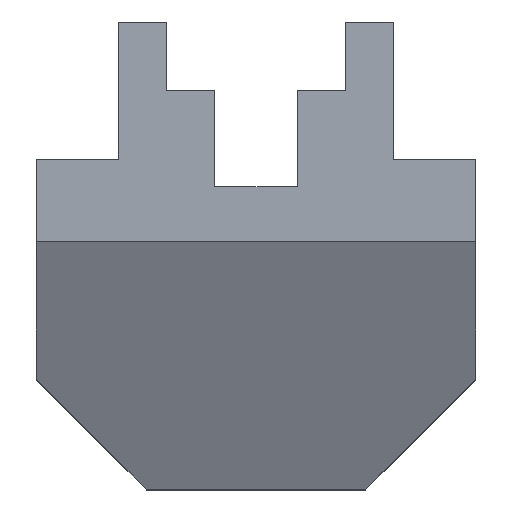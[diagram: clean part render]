
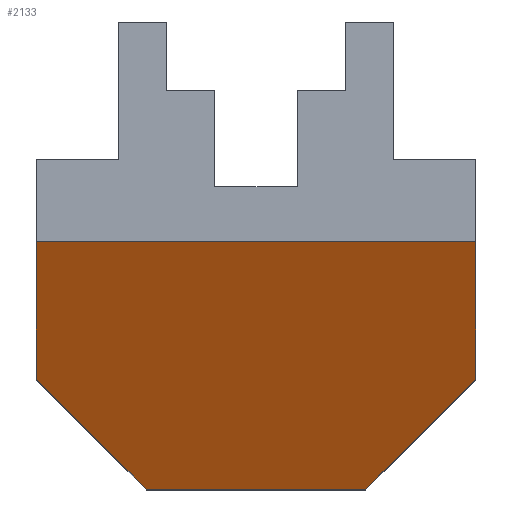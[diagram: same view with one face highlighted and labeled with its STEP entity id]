
A CAD part, top view. The second image highlights one B-rep face of the part: STEP entity #2133.
In plain terms, the highlighted planar face has unit normal (0, -0.447, 0.894).
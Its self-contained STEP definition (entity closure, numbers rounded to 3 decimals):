
#100 = PLANE('',#101);
#101 = AXIS2_PLACEMENT_3D('',#102,#103,#104);
#102 = CARTESIAN_POINT('',(8.,-1.,23.));
#103 = DIRECTION('',(0.,0.,-1.));
#104 = DIRECTION('',(0.,1.,0.));
#433 = PLANE('',#434);
#434 = AXIS2_PLACEMENT_3D('',#435,#436,#437);
#435 = CARTESIAN_POINT('',(8.,2.,0.));
#436 = DIRECTION('',(1.,0.,0.));
#437 = DIRECTION('',(0.,-1.,0.));
#545 = PLANE('',#546);
#546 = AXIS2_PLACEMENT_3D('',#547,#548,#549);
#547 = CARTESIAN_POINT('',(-8.,-6.,0.));
#548 = DIRECTION('',(-1.,0.,0.));
#549 = DIRECTION('',(0.,1.,0.));
#659 = VERTEX_POINT('',#660);
#660 = CARTESIAN_POINT('',(8.,-1.,23.));
#683 = EDGE_CURVE('',#659,#684,#686,.T.);
#684 = VERTEX_POINT('',#685);
#685 = CARTESIAN_POINT('',(-8.,-1.,23.));
#686 = SURFACE_CURVE('',#687,(#691,#698),.PCURVE_S1.);
#687 = LINE('',#688,#689);
#688 = CARTESIAN_POINT('',(8.,-1.,23.));
#689 = VECTOR('',#690,1.);
#690 = DIRECTION('',(-1.,-0.,-0.));
#691 = PCURVE('',#100,#692);
#692 = DEFINITIONAL_REPRESENTATION('',(#693),#697);
#693 = LINE('',#694,#695);
#694 = CARTESIAN_POINT('',(0.,0.));
#695 = VECTOR('',#696,1.);
#696 = DIRECTION('',(0.,-1.));
#697 = ( GEOMETRIC_REPRESENTATION_CONTEXT(2) 
PARAMETRIC_REPRESENTATION_CONTEXT() REPRESENTATION_CONTEXT('2D SPACE',''
  ) );
#698 = PCURVE('',#699,#704);
#699 = PLANE('',#700);
#700 = AXIS2_PLACEMENT_3D('',#701,#702,#703);
#701 = CARTESIAN_POINT('',(8.,-11.,18.));
#702 = DIRECTION('',(0.,0.447,-0.894));
#703 = DIRECTION('',(0.,0.894,0.447));
#704 = DEFINITIONAL_REPRESENTATION('',(#705),#709);
#705 = LINE('',#706,#707);
#706 = CARTESIAN_POINT('',(11.18,0.));
#707 = VECTOR('',#708,1.);
#708 = DIRECTION('',(0.,-1.));
#709 = ( GEOMETRIC_REPRESENTATION_CONTEXT(2) 
PARAMETRIC_REPRESENTATION_CONTEXT() REPRESENTATION_CONTEXT('2D SPACE',''
  ) );
#1261 = EDGE_CURVE('',#1262,#659,#1264,.T.);
#1262 = VERTEX_POINT('',#1263);
#1263 = CARTESIAN_POINT('',(8.,-6.,
    20.5));
#1264 = SURFACE_CURVE('',#1265,(#1269,#1276),.PCURVE_S1.);
#1265 = LINE('',#1266,#1267);
#1266 = CARTESIAN_POINT('',(8.,-11.,18.));
#1267 = VECTOR('',#1268,1.);
#1268 = DIRECTION('',(0.,0.894,0.447));
#1269 = PCURVE('',#433,#1270);
#1270 = DEFINITIONAL_REPRESENTATION('',(#1271),#1275);
#1271 = LINE('',#1272,#1273);
#1272 = CARTESIAN_POINT('',(13.,-18.));
#1273 = VECTOR('',#1274,1.);
#1274 = DIRECTION('',(-0.894,-0.447));
#1275 = ( GEOMETRIC_REPRESENTATION_CONTEXT(2) 
PARAMETRIC_REPRESENTATION_CONTEXT() REPRESENTATION_CONTEXT('2D SPACE',''
  ) );
#1276 = PCURVE('',#699,#1277);
#1277 = DEFINITIONAL_REPRESENTATION('',(#1278),#1282);
#1278 = LINE('',#1279,#1280);
#1279 = CARTESIAN_POINT('',(0.,0.));
#1280 = VECTOR('',#1281,1.);
#1281 = DIRECTION('',(1.,0.));
#1282 = ( GEOMETRIC_REPRESENTATION_CONTEXT(2) 
PARAMETRIC_REPRESENTATION_CONTEXT() REPRESENTATION_CONTEXT('2D SPACE',''
  ) );
#1300 = PLANE('',#1301);
#1301 = AXIS2_PLACEMENT_3D('',#1302,#1303,#1304);
#1302 = CARTESIAN_POINT('',(8.,-6.,0.));
#1303 = DIRECTION('',(0.707,-0.707,0.));
#1304 = DIRECTION('',(-0.707,-0.707,0.));
#2057 = VERTEX_POINT('',#2058);
#2058 = CARTESIAN_POINT('',(-8.,-6.,20.5));
#2072 = PLANE('',#2073);
#2073 = AXIS2_PLACEMENT_3D('',#2074,#2075,#2076);
#2074 = CARTESIAN_POINT('',(-4.,-10.,0.));
#2075 = DIRECTION('',(-0.707,-0.707,0.));
#2076 = DIRECTION('',(-0.707,0.707,0.));
#2084 = EDGE_CURVE('',#684,#2057,#2085,.T.);
#2085 = SURFACE_CURVE('',#2086,(#2090,#2097),.PCURVE_S1.);
#2086 = LINE('',#2087,#2088);
#2087 = CARTESIAN_POINT('',(-8.,-12.6,17.2));
#2088 = VECTOR('',#2089,1.);
#2089 = DIRECTION('',(-0.,-0.894,-0.447));
#2090 = PCURVE('',#545,#2091);
#2091 = DEFINITIONAL_REPRESENTATION('',(#2092),#2096);
#2092 = LINE('',#2093,#2094);
#2093 = CARTESIAN_POINT('',(-6.6,-17.2));
#2094 = VECTOR('',#2095,1.);
#2095 = DIRECTION('',(-0.894,0.447));
#2096 = ( GEOMETRIC_REPRESENTATION_CONTEXT(2) 
PARAMETRIC_REPRESENTATION_CONTEXT() REPRESENTATION_CONTEXT('2D SPACE',''
  ) );
#2097 = PCURVE('',#699,#2098);
#2098 = DEFINITIONAL_REPRESENTATION('',(#2099),#2103);
#2099 = LINE('',#2100,#2101);
#2100 = CARTESIAN_POINT('',(-1.789,-16.));
#2101 = VECTOR('',#2102,1.);
#2102 = DIRECTION('',(-1.,-0.));
#2103 = ( GEOMETRIC_REPRESENTATION_CONTEXT(2) 
PARAMETRIC_REPRESENTATION_CONTEXT() REPRESENTATION_CONTEXT('2D SPACE',''
  ) );
#2133 = ADVANCED_FACE('',(#2134),#699,.F.);
#2134 = FACE_BOUND('',#2135,.F.);
#2135 = EDGE_LOOP('',(#2136,#2137,#2160,#2188,#2209,#2210));
#2136 = ORIENTED_EDGE('',*,*,#1261,.F.);
#2137 = ORIENTED_EDGE('',*,*,#2138,.F.);
#2138 = EDGE_CURVE('',#2139,#1262,#2141,.T.);
#2139 = VERTEX_POINT('',#2140);
#2140 = CARTESIAN_POINT('',(4.,-10.,18.5));
#2141 = SURFACE_CURVE('',#2142,(#2146,#2153),.PCURVE_S1.);
#2142 = LINE('',#2143,#2144);
#2143 = CARTESIAN_POINT('',(4.333,-9.667,
    18.667));
#2144 = VECTOR('',#2145,1.);
#2145 = DIRECTION('',(0.667,0.667,0.333));
#2146 = PCURVE('',#699,#2147);
#2147 = DEFINITIONAL_REPRESENTATION('',(#2148),#2152);
#2148 = LINE('',#2149,#2150);
#2149 = CARTESIAN_POINT('',(1.491,-3.667));
#2150 = VECTOR('',#2151,1.);
#2151 = DIRECTION('',(0.745,0.667));
#2152 = ( GEOMETRIC_REPRESENTATION_CONTEXT(2) 
PARAMETRIC_REPRESENTATION_CONTEXT() REPRESENTATION_CONTEXT('2D SPACE',''
  ) );
#2153 = PCURVE('',#1300,#2154);
#2154 = DEFINITIONAL_REPRESENTATION('',(#2155),#2159);
#2155 = LINE('',#2156,#2157);
#2156 = CARTESIAN_POINT('',(5.185,-18.667));
#2157 = VECTOR('',#2158,1.);
#2158 = DIRECTION('',(-0.943,-0.333));
#2159 = ( GEOMETRIC_REPRESENTATION_CONTEXT(2) 
PARAMETRIC_REPRESENTATION_CONTEXT() REPRESENTATION_CONTEXT('2D SPACE',''
  ) );
#2160 = ORIENTED_EDGE('',*,*,#2161,.F.);
#2161 = EDGE_CURVE('',#2162,#2139,#2164,.T.);
#2162 = VERTEX_POINT('',#2163);
#2163 = CARTESIAN_POINT('',(-4.,-10.,18.5));
#2164 = SURFACE_CURVE('',#2165,(#2169,#2176),.PCURVE_S1.);
#2165 = LINE('',#2166,#2167);
#2166 = CARTESIAN_POINT('',(6.,-10.,18.5));
#2167 = VECTOR('',#2168,1.);
#2168 = DIRECTION('',(1.,0.,0.));
#2169 = PCURVE('',#699,#2170);
#2170 = DEFINITIONAL_REPRESENTATION('',(#2171),#2175);
#2171 = LINE('',#2172,#2173);
#2172 = CARTESIAN_POINT('',(1.118,-2.));
#2173 = VECTOR('',#2174,1.);
#2174 = DIRECTION('',(0.,1.));
#2175 = ( GEOMETRIC_REPRESENTATION_CONTEXT(2) 
PARAMETRIC_REPRESENTATION_CONTEXT() REPRESENTATION_CONTEXT('2D SPACE',''
  ) );
#2176 = PCURVE('',#2177,#2182);
#2177 = PLANE('',#2178);
#2178 = AXIS2_PLACEMENT_3D('',#2179,#2180,#2181);
#2179 = CARTESIAN_POINT('',(4.,-10.,0.));
#2180 = DIRECTION('',(0.,-1.,0.));
#2181 = DIRECTION('',(-1.,0.,0.));
#2182 = DEFINITIONAL_REPRESENTATION('',(#2183),#2187);
#2183 = LINE('',#2184,#2185);
#2184 = CARTESIAN_POINT('',(-2.,-18.5));
#2185 = VECTOR('',#2186,1.);
#2186 = DIRECTION('',(-1.,-0.));
#2187 = ( GEOMETRIC_REPRESENTATION_CONTEXT(2) 
PARAMETRIC_REPRESENTATION_CONTEXT() REPRESENTATION_CONTEXT('2D SPACE',''
  ) );
#2188 = ORIENTED_EDGE('',*,*,#2189,.F.);
#2189 = EDGE_CURVE('',#2057,#2162,#2190,.T.);
#2190 = SURFACE_CURVE('',#2191,(#2195,#2202),.PCURVE_S1.);
#2191 = LINE('',#2192,#2193);
#2192 = CARTESIAN_POINT('',(1.,-15.,16.));
#2193 = VECTOR('',#2194,1.);
#2194 = DIRECTION('',(0.667,-0.667,-0.333));
#2195 = PCURVE('',#699,#2196);
#2196 = DEFINITIONAL_REPRESENTATION('',(#2197),#2201);
#2197 = LINE('',#2198,#2199);
#2198 = CARTESIAN_POINT('',(-4.472,-7.));
#2199 = VECTOR('',#2200,1.);
#2200 = DIRECTION('',(-0.745,0.667));
#2201 = ( GEOMETRIC_REPRESENTATION_CONTEXT(2) 
PARAMETRIC_REPRESENTATION_CONTEXT() REPRESENTATION_CONTEXT('2D SPACE',''
  ) );
#2202 = PCURVE('',#2072,#2203);
#2203 = DEFINITIONAL_REPRESENTATION('',(#2204),#2208);
#2204 = LINE('',#2205,#2206);
#2205 = CARTESIAN_POINT('',(-7.071,-16.));
#2206 = VECTOR('',#2207,1.);
#2207 = DIRECTION('',(-0.943,0.333));
#2208 = ( GEOMETRIC_REPRESENTATION_CONTEXT(2) 
PARAMETRIC_REPRESENTATION_CONTEXT() REPRESENTATION_CONTEXT('2D SPACE',''
  ) );
#2209 = ORIENTED_EDGE('',*,*,#2084,.F.);
#2210 = ORIENTED_EDGE('',*,*,#683,.F.);
